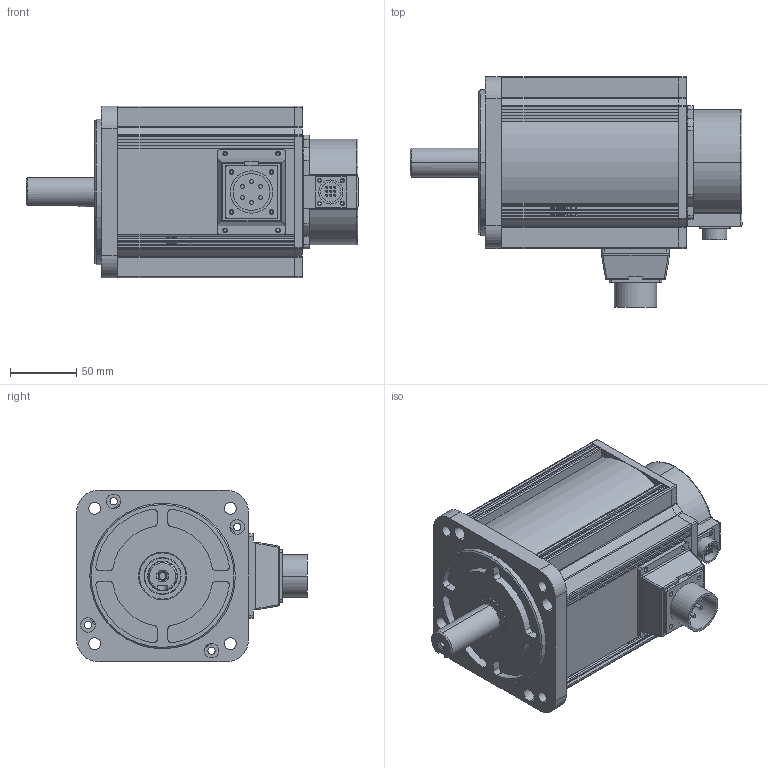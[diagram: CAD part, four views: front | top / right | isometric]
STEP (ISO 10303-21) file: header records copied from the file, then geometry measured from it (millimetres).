
FILE_DESCRIPTION (( 'STEP AP214' ), '1' );
FILE_NAME ('MS6H-130-07220-嫖晤惕掅蚾饜极.STEP', '2020-05-21T06:18:43', ( '' ), ( '' ), 'SwSTEP 2.0', 'SolidWorks 2016', '' );
FILE_SCHEMA (( 'AUTOMOTIVE_DESIGN' ));
Length unit declared in the file: millimetre
Products named in the file (1): MS6H-130-07220-嫖晤惕掅蚾饜极
Bounding box: 251 x 174.5 x 130 mm (x, y, z)
Surface area: 200493.6 mm2 (no closed solid volume)
Topology: 0 solids, 119 shells, 1894 faces, 6489 edges, 4689 vertices
Faces by surface type: cylinder 1045, plane 822, cone 12, torus 9, sphere 4, bspline 2
Entity records: 91806 total; most frequent: CARTESIAN_POINT 13766, DIRECTION 12847, ORIENTED_EDGE 10159, EDGE_CURVE 6489, VERTEX_POINT 4689, AXIS2_PLACEMENT_3D 4486, LINE 3875, VECTOR 3875
